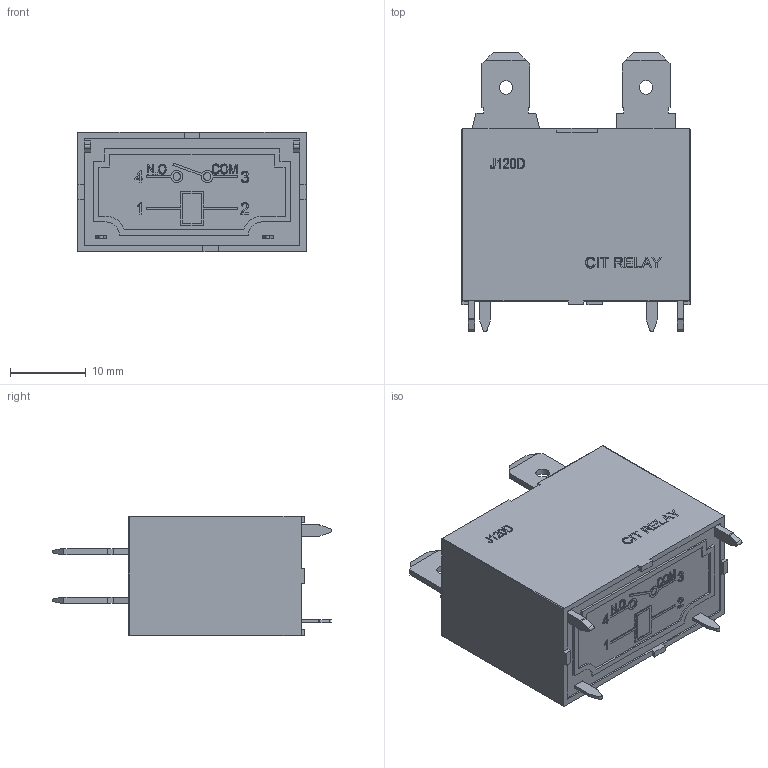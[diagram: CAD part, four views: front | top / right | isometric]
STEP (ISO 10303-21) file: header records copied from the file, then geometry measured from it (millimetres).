
FILE_DESCRIPTION(/* description */ (''),/* implementation_level */ '2;1');
FILE_NAME(/* name */ 'J120D1AS_withQC.stp',/* time_stamp */ '2022-05-19T14:41:16-05:00',/* author */ ('cnher'),/* organization */ (''),/* preprocessor_version */ 'ST-DEVELOPER v19',/* originating_system */ 'Autodesk Inventor 2023',/* authorisation */ '');
FILE_SCHEMA (('AUTOMOTIVE_DESIGN { 1 0 10303 214 3 1 1 }'));
Length unit declared in the file: millimetre
Products named in the file (6): J120D1ASXXVDC; J120D_COVER; J120D Terminal Lg; J120D Terminal Sm; J120D_QC 1; J120D_QC 2
Assembly tree (7 placements, depth 2):
  J120D1ASXXVDC
    J120D_COVER
    J120D Terminal Lg  x2
    J120D Terminal Sm  x2
    J120D_QC 1
    J120D_QC 2
Bounding box: 30.1 x 36.8 x 15.8 mm (x, y, z)
Volume: 10867 mm3; surface area: 3583.7 mm2
Topology: 7 solids, 7 shells, 527 faces, 1386 edges, 920 vertices
Faces by surface type: plane 367, bspline 122, cylinder 34, sphere 4
Full cylindrical faces by diameter (mm): 0.25 x1, 1 x2, 1.8 x2, 3 x1
Entity records: 16514 total; most frequent: CARTESIAN_POINT 4466, ORIENTED_EDGE 2676, DIRECTION 1946, EDGE_CURVE 1338, LINE 1038, VECTOR 1038, VERTEX_POINT 888, EDGE_LOOP 558
